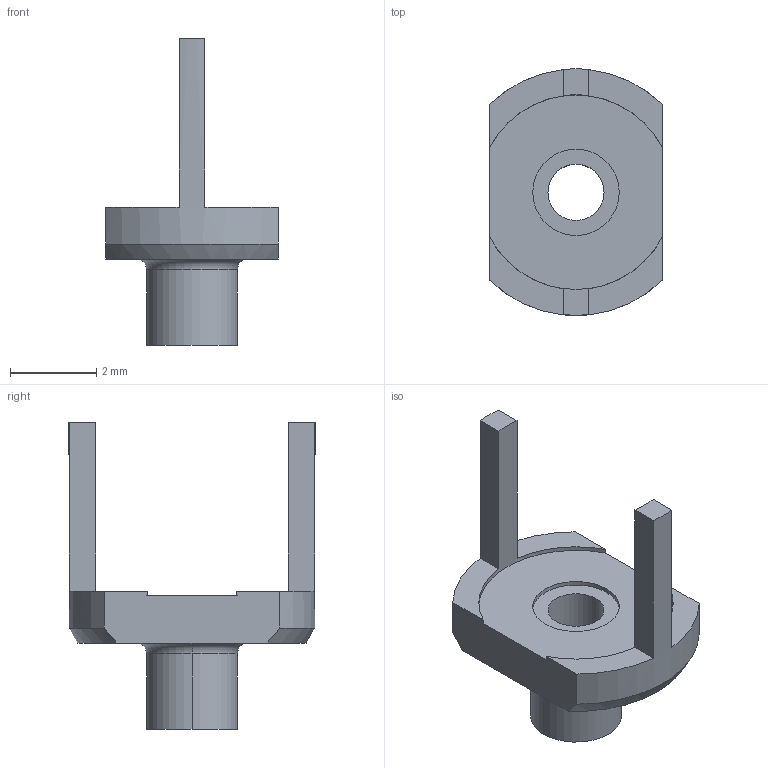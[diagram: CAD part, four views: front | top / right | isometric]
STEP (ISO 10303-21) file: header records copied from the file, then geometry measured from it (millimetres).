
FILE_DESCRIPTION (( 'STEP AP214' ), '1' );
FILE_NAME ('FMCN45884_3D.step', '2023-05-05T21:51:37', ( '' ), ( '' ), 'SwSTEP 2.0', 'SolidWorks 2022', '' );
FILE_SCHEMA (( 'AUTOMOTIVE_DESIGN' ));
Length unit declared in the file: millimetre
Products named in the file (1): FMCN45884_3D
Bounding box: 4 x 5.7 x 7.1 mm (x, y, z)
Volume: 28.5 mm3; surface area: 102.1 mm2
Topology: 1 solids, 1 shells, 32 faces, 80 edges, 52 vertices
Faces by surface type: plane 16, cylinder 10, cone 4, torus 2
Entity records: 1010 total; most frequent: DIRECTION 178, CARTESIAN_POINT 177, ORIENTED_EDGE 160, EDGE_CURVE 80, AXIS2_PLACEMENT_3D 69, VERTEX_POINT 52, LINE 40, VECTOR 40
